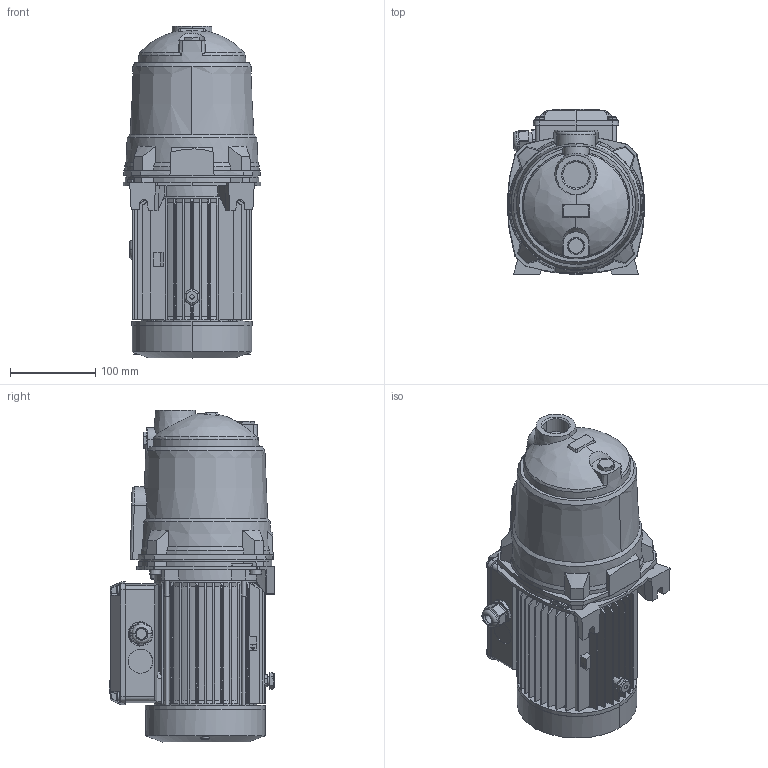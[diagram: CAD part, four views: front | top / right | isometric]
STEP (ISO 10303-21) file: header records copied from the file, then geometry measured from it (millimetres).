
FILE_DESCRIPTION (( 'STEP AP214' ), '1' );
FILE_NAME ('4.93.573.02swa01.step', '2022-07-28T12:06:31', ( '' ), ( '' ), 'SwSTEP 2.0', 'SolidWorks 2020', '' );
FILE_SCHEMA (( 'AUTOMOTIVE_DESIGN' ));
Length unit declared in the file: millimetre
Products named in the file (2): Copia di 4_93_573_02_REV00^4.93.573.02swa01; 4.93.573.02swa01
Assembly tree (1 placements, depth 2):
  4.93.573.02swa01
    Copia di 4_93_573_02_REV00^4.93.573.02swa01
Bounding box: 161 x 193.15 x 388.5 mm (x, y, z)
Volume: 6285440 mm3; surface area: 447569 mm2
Topology: 9 solids, 9 shells, 2273 faces, 6358 edges, 4202 vertices
Faces by surface type: bspline 1106, plane 699, cylinder 239, cone 209, sphere 12, torus 8
Entity records: 77834 total; most frequent: CARTESIAN_POINT 25271, ORIENTED_EDGE 12712, DIRECTION 7741, EDGE_CURVE 6356, VERTEX_POINT 4202, LINE 3893, VECTOR 3893, EDGE_LOOP 2386
